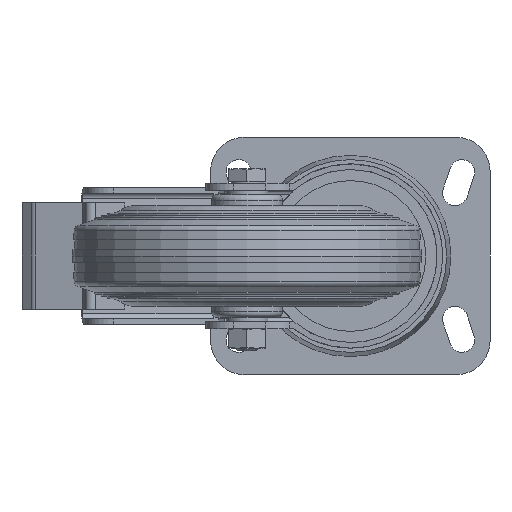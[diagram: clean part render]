
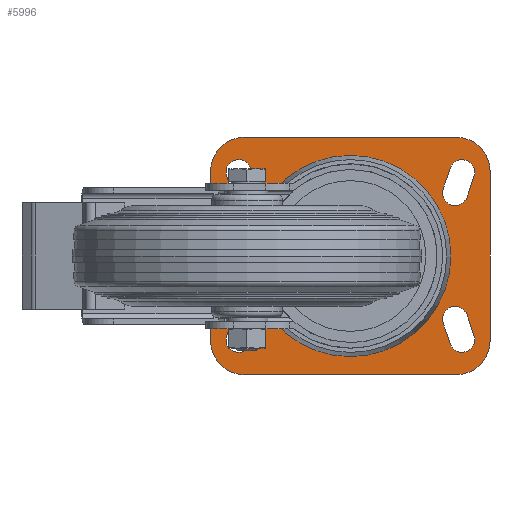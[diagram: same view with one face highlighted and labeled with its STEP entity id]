
A CAD part, front view. The second image highlights one B-rep face of the part: STEP entity #5996.
In plain terms, the highlighted planar face has unit normal (0, -1, 0).
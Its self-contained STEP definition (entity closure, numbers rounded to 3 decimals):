
#248=FACE_BOUND('',#1026,.T.);
#249=FACE_BOUND('',#1027,.T.);
#250=FACE_BOUND('',#1028,.T.);
#251=FACE_BOUND('',#1029,.T.);
#252=FACE_BOUND('',#1030,.T.);
#431=CIRCLE('',#6537,12.);
#432=CIRCLE('',#6538,12.);
#433=CIRCLE('',#6539,12.);
#434=CIRCLE('',#6540,12.);
#435=CIRCLE('',#6541,35.372);
#436=CIRCLE('',#6542,4.5);
#437=CIRCLE('',#6543,4.5);
#438=CIRCLE('',#6544,4.5);
#439=CIRCLE('',#6545,4.5);
#440=CIRCLE('',#6546,4.5);
#441=CIRCLE('',#6547,4.5);
#442=CIRCLE('',#6548,4.5);
#443=CIRCLE('',#6549,4.5);
#653=FACE_OUTER_BOUND('',#1025,.T.);
#1025=EDGE_LOOP('',(#4306,#4307,#4308,#4309,#4310,#4311,#4312,#4313));
#1026=EDGE_LOOP('',(#4314));
#1027=EDGE_LOOP('',(#4315,#4316,#4317,#4318));
#1028=EDGE_LOOP('',(#4319,#4320,#4321,#4322));
#1029=EDGE_LOOP('',(#4323,#4324,#4325,#4326));
#1030=EDGE_LOOP('',(#4327,#4328,#4329,#4330));
#1425=LINE('',#9376,#1952);
#1426=LINE('',#9380,#1953);
#1427=LINE('',#9384,#1954);
#1428=LINE('',#9387,#1955);
#1429=LINE('',#9392,#1956);
#1430=LINE('',#9396,#1957);
#1431=LINE('',#9400,#1958);
#1432=LINE('',#9404,#1959);
#1433=LINE('',#9408,#1960);
#1434=LINE('',#9412,#1961);
#1435=LINE('',#9416,#1962);
#1436=LINE('',#9420,#1963);
#1952=VECTOR('',#7625,1000.);
#1953=VECTOR('',#7628,1000.);
#1954=VECTOR('',#7631,1000.);
#1955=VECTOR('',#7634,1000.);
#1956=VECTOR('',#7637,1000.);
#1957=VECTOR('',#7640,1000.);
#1958=VECTOR('',#7643,1000.);
#1959=VECTOR('',#7646,1000.);
#1960=VECTOR('',#7649,1000.);
#1961=VECTOR('',#7652,1000.);
#1962=VECTOR('',#7655,1000.);
#1963=VECTOR('',#7658,1000.);
#2558=VERTEX_POINT('',#9372);
#2559=VERTEX_POINT('',#9373);
#2560=VERTEX_POINT('',#9375);
#2561=VERTEX_POINT('',#9377);
#2562=VERTEX_POINT('',#9379);
#2563=VERTEX_POINT('',#9381);
#2564=VERTEX_POINT('',#9383);
#2565=VERTEX_POINT('',#9385);
#2566=VERTEX_POINT('',#9388);
#2567=VERTEX_POINT('',#9390);
#2568=VERTEX_POINT('',#9391);
#2569=VERTEX_POINT('',#9393);
#2570=VERTEX_POINT('',#9395);
#2571=VERTEX_POINT('',#9398);
#2572=VERTEX_POINT('',#9399);
#2573=VERTEX_POINT('',#9401);
#2574=VERTEX_POINT('',#9403);
#2575=VERTEX_POINT('',#9406);
#2576=VERTEX_POINT('',#9407);
#2577=VERTEX_POINT('',#9409);
#2578=VERTEX_POINT('',#9411);
#2579=VERTEX_POINT('',#9414);
#2580=VERTEX_POINT('',#9415);
#2581=VERTEX_POINT('',#9417);
#2582=VERTEX_POINT('',#9419);
#3203=EDGE_CURVE('',#2558,#2559,#431,.T.);
#3204=EDGE_CURVE('',#2560,#2558,#1425,.T.);
#3205=EDGE_CURVE('',#2561,#2560,#432,.T.);
#3206=EDGE_CURVE('',#2562,#2561,#1426,.T.);
#3207=EDGE_CURVE('',#2563,#2562,#433,.T.);
#3208=EDGE_CURVE('',#2564,#2563,#1427,.T.);
#3209=EDGE_CURVE('',#2565,#2564,#434,.T.);
#3210=EDGE_CURVE('',#2559,#2565,#1428,.T.);
#3211=EDGE_CURVE('',#2566,#2566,#435,.T.);
#3212=EDGE_CURVE('',#2567,#2568,#1429,.T.);
#3213=EDGE_CURVE('',#2568,#2569,#436,.T.);
#3214=EDGE_CURVE('',#2569,#2570,#1430,.T.);
#3215=EDGE_CURVE('',#2570,#2567,#437,.T.);
#3216=EDGE_CURVE('',#2571,#2572,#1431,.T.);
#3217=EDGE_CURVE('',#2572,#2573,#438,.T.);
#3218=EDGE_CURVE('',#2573,#2574,#1432,.T.);
#3219=EDGE_CURVE('',#2574,#2571,#439,.T.);
#3220=EDGE_CURVE('',#2575,#2576,#1433,.T.);
#3221=EDGE_CURVE('',#2576,#2577,#440,.T.);
#3222=EDGE_CURVE('',#2577,#2578,#1434,.T.);
#3223=EDGE_CURVE('',#2578,#2575,#441,.T.);
#3224=EDGE_CURVE('',#2579,#2580,#1435,.T.);
#3225=EDGE_CURVE('',#2580,#2581,#442,.T.);
#3226=EDGE_CURVE('',#2581,#2582,#1436,.T.);
#3227=EDGE_CURVE('',#2582,#2579,#443,.T.);
#4306=ORIENTED_EDGE('',*,*,#3203,.F.);
#4307=ORIENTED_EDGE('',*,*,#3204,.F.);
#4308=ORIENTED_EDGE('',*,*,#3205,.F.);
#4309=ORIENTED_EDGE('',*,*,#3206,.F.);
#4310=ORIENTED_EDGE('',*,*,#3207,.F.);
#4311=ORIENTED_EDGE('',*,*,#3208,.F.);
#4312=ORIENTED_EDGE('',*,*,#3209,.F.);
#4313=ORIENTED_EDGE('',*,*,#3210,.F.);
#4314=ORIENTED_EDGE('',*,*,#3211,.T.);
#4315=ORIENTED_EDGE('',*,*,#3212,.T.);
#4316=ORIENTED_EDGE('',*,*,#3213,.T.);
#4317=ORIENTED_EDGE('',*,*,#3214,.T.);
#4318=ORIENTED_EDGE('',*,*,#3215,.T.);
#4319=ORIENTED_EDGE('',*,*,#3216,.T.);
#4320=ORIENTED_EDGE('',*,*,#3217,.T.);
#4321=ORIENTED_EDGE('',*,*,#3218,.T.);
#4322=ORIENTED_EDGE('',*,*,#3219,.T.);
#4323=ORIENTED_EDGE('',*,*,#3220,.T.);
#4324=ORIENTED_EDGE('',*,*,#3221,.T.);
#4325=ORIENTED_EDGE('',*,*,#3222,.T.);
#4326=ORIENTED_EDGE('',*,*,#3223,.T.);
#4327=ORIENTED_EDGE('',*,*,#3224,.T.);
#4328=ORIENTED_EDGE('',*,*,#3225,.T.);
#4329=ORIENTED_EDGE('',*,*,#3226,.T.);
#4330=ORIENTED_EDGE('',*,*,#3227,.T.);
#5427=PLANE('',#6536);
#5996=ADVANCED_FACE('',(#653,#248,#249,#250,#251,#252),#5427,.F.);
#6536=AXIS2_PLACEMENT_3D('',#9371,#7621,#7622);
#6537=AXIS2_PLACEMENT_3D('',#9374,#7623,#7624);
#6538=AXIS2_PLACEMENT_3D('',#9378,#7626,#7627);
#6539=AXIS2_PLACEMENT_3D('',#9382,#7629,#7630);
#6540=AXIS2_PLACEMENT_3D('',#9386,#7632,#7633);
#6541=AXIS2_PLACEMENT_3D('',#9389,#7635,#7636);
#6542=AXIS2_PLACEMENT_3D('',#9394,#7638,#7639);
#6543=AXIS2_PLACEMENT_3D('',#9397,#7641,#7642);
#6544=AXIS2_PLACEMENT_3D('',#9402,#7644,#7645);
#6545=AXIS2_PLACEMENT_3D('',#9405,#7647,#7648);
#6546=AXIS2_PLACEMENT_3D('',#9410,#7650,#7651);
#6547=AXIS2_PLACEMENT_3D('',#9413,#7653,#7654);
#6548=AXIS2_PLACEMENT_3D('',#9418,#7656,#7657);
#6549=AXIS2_PLACEMENT_3D('',#9421,#7659,#7660);
#7621=DIRECTION('center_axis',(0.,1.,0.));
#7622=DIRECTION('ref_axis',(0.,0.,1.));
#7623=DIRECTION('center_axis',(0.,1.,0.));
#7624=DIRECTION('ref_axis',(1.,0.,0.));
#7625=DIRECTION('',(-1.,0.,0.));
#7626=DIRECTION('center_axis',(0.,1.,0.));
#7627=DIRECTION('ref_axis',(1.,0.,0.));
#7628=DIRECTION('',(0.,0.,-1.));
#7629=DIRECTION('center_axis',(0.,1.,0.));
#7630=DIRECTION('ref_axis',(1.,0.,0.));
#7631=DIRECTION('',(1.,0.,0.));
#7632=DIRECTION('center_axis',(0.,1.,0.));
#7633=DIRECTION('ref_axis',(1.,0.,0.));
#7634=DIRECTION('',(0.,0.,1.));
#7635=DIRECTION('center_axis',(0.,1.,0.));
#7636=DIRECTION('ref_axis',(0.,0.,1.));
#7637=DIRECTION('',(-0.316,0.,0.949));
#7638=DIRECTION('center_axis',(0.,1.,0.));
#7639=DIRECTION('ref_axis',(1.,0.,0.));
#7640=DIRECTION('',(0.316,0.,-0.949));
#7641=DIRECTION('center_axis',(0.,1.,0.));
#7642=DIRECTION('ref_axis',(1.,0.,0.));
#7643=DIRECTION('',(-0.316,0.,-0.949));
#7644=DIRECTION('center_axis',(0.,1.,0.));
#7645=DIRECTION('ref_axis',(1.,0.,0.));
#7646=DIRECTION('',(0.316,0.,0.949));
#7647=DIRECTION('center_axis',(0.,1.,0.));
#7648=DIRECTION('ref_axis',(1.,0.,0.));
#7649=DIRECTION('',(-0.316,0.,0.949));
#7650=DIRECTION('center_axis',(0.,1.,0.));
#7651=DIRECTION('ref_axis',(1.,0.,0.));
#7652=DIRECTION('',(0.316,0.,-0.949));
#7653=DIRECTION('center_axis',(0.,1.,0.));
#7654=DIRECTION('ref_axis',(1.,0.,0.));
#7655=DIRECTION('',(-0.316,0.,-0.949));
#7656=DIRECTION('center_axis',(0.,1.,0.));
#7657=DIRECTION('ref_axis',(1.,0.,0.));
#7658=DIRECTION('',(0.316,0.,0.949));
#7659=DIRECTION('center_axis',(0.,1.,0.));
#7660=DIRECTION('ref_axis',(1.,0.,0.));
#9371=CARTESIAN_POINT('Origin',(-1.,91.,-30.5));
#9372=CARTESIAN_POINT('',(-1.,91.,-42.5));
#9373=CARTESIAN_POINT('',(-13.,91.,-30.5));
#9374=CARTESIAN_POINT('Origin',(-1.,91.,-30.5));
#9375=CARTESIAN_POINT('',(75.,91.,-42.5));
#9376=CARTESIAN_POINT('',(75.,91.,-42.5));
#9377=CARTESIAN_POINT('',(87.,91.,-30.5));
#9378=CARTESIAN_POINT('Origin',(75.,91.,-30.5));
#9379=CARTESIAN_POINT('',(87.,91.,30.5));
#9380=CARTESIAN_POINT('',(87.,91.,30.5));
#9381=CARTESIAN_POINT('',(75.,91.,42.5));
#9382=CARTESIAN_POINT('Origin',(75.,91.,30.5));
#9383=CARTESIAN_POINT('',(-1.,91.,42.5));
#9384=CARTESIAN_POINT('',(-1.,91.,42.5));
#9385=CARTESIAN_POINT('',(-13.,91.,30.5));
#9386=CARTESIAN_POINT('Origin',(-1.,91.,30.5));
#9387=CARTESIAN_POINT('',(-13.,91.,-30.5));
#9388=CARTESIAN_POINT('',(37.,91.,-35.372));
#9389=CARTESIAN_POINT('Origin',(37.,91.,0.));
#9390=CARTESIAN_POINT('',(-4.769,91.,21.077));
#9391=CARTESIAN_POINT('',(-7.269,91.,28.577));
#9392=CARTESIAN_POINT('',(-4.769,91.,21.077));
#9393=CARTESIAN_POINT('',(1.269,91.,31.423));
#9394=CARTESIAN_POINT('Origin',(-3.,91.,30.));
#9395=CARTESIAN_POINT('',(3.769,91.,23.923));
#9396=CARTESIAN_POINT('',(1.269,91.,31.423));
#9397=CARTESIAN_POINT('Origin',(-0.5,91.,22.5));
#9398=CARTESIAN_POINT('',(3.769,91.,-23.923));
#9399=CARTESIAN_POINT('',(1.269,91.,-31.423));
#9400=CARTESIAN_POINT('',(3.769,91.,-23.923));
#9401=CARTESIAN_POINT('',(-7.269,91.,-28.577));
#9402=CARTESIAN_POINT('Origin',(-3.,91.,-30.));
#9403=CARTESIAN_POINT('',(-4.769,91.,-21.077));
#9404=CARTESIAN_POINT('',(-7.269,91.,-28.577));
#9405=CARTESIAN_POINT('Origin',(-0.5,91.,-22.5));
#9406=CARTESIAN_POINT('',(72.731,91.,-31.423));
#9407=CARTESIAN_POINT('',(70.231,91.,-23.923));
#9408=CARTESIAN_POINT('',(72.731,91.,-31.423));
#9409=CARTESIAN_POINT('',(78.769,91.,-21.077));
#9410=CARTESIAN_POINT('Origin',(74.5,91.,-22.5));
#9411=CARTESIAN_POINT('',(81.269,91.,-28.577));
#9412=CARTESIAN_POINT('',(78.769,91.,-21.077));
#9413=CARTESIAN_POINT('Origin',(77.,91.,-30.));
#9414=CARTESIAN_POINT('',(81.269,91.,28.577));
#9415=CARTESIAN_POINT('',(78.769,91.,21.077));
#9416=CARTESIAN_POINT('',(81.269,91.,28.577));
#9417=CARTESIAN_POINT('',(70.231,91.,23.923));
#9418=CARTESIAN_POINT('Origin',(74.5,91.,22.5));
#9419=CARTESIAN_POINT('',(72.731,91.,31.423));
#9420=CARTESIAN_POINT('',(70.231,91.,23.923));
#9421=CARTESIAN_POINT('Origin',(77.,91.,30.));
